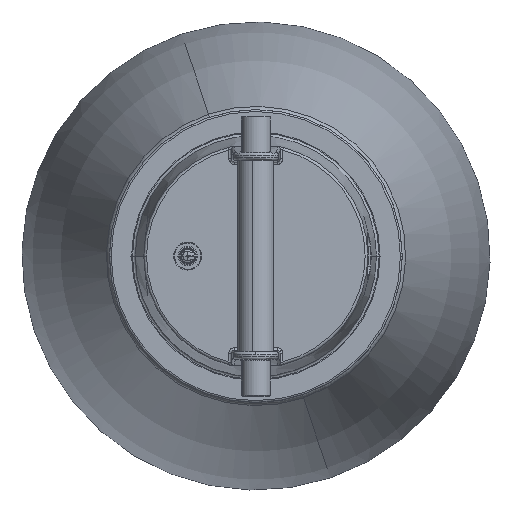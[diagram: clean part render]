
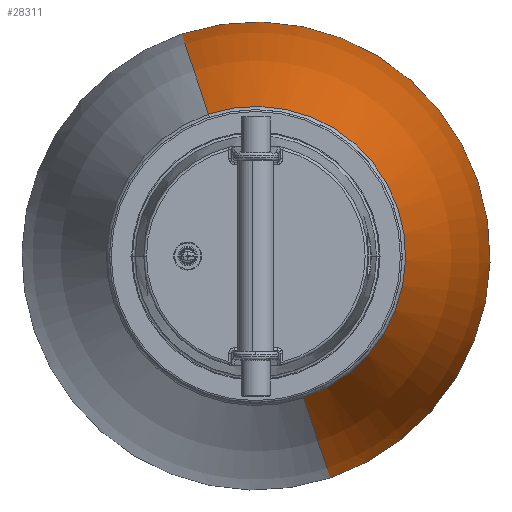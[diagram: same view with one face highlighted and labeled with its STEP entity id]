
A CAD part, front view. The second image highlights one B-rep face of the part: STEP entity #28311.
In plain terms, the highlighted toroidal (fillet/blend) face has major radius 591.862 mm and minor radius 721 mm.
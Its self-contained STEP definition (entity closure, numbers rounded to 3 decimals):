
#491 = CARTESIAN_POINT ( 'NONE',  ( -0.108, -62.977, 0. ) ) ;
#1385 = ORIENTED_EDGE ( 'NONE', *, *, #31709, .T. ) ;
#1814 = CARTESIAN_POINT ( 'NONE',  ( -0.108, -71.577, -591.862 ) ) ;
#2081 = CARTESIAN_POINT ( 'NONE',  ( -0.108, -71.577, 591.862 ) ) ;
#2121 = AXIS2_PLACEMENT_3D ( 'NONE', #491, #33234, #33429 ) ;
#2488 = VERTEX_POINT ( 'NONE', #14920 ) ;
#3045 = VERTEX_POINT ( 'NONE', #8246 ) ;
#5611 = DIRECTION ( 'NONE',  ( 0., 0., 1. ) ) ;
#6092 = CIRCLE ( 'NONE', #19736, 721. ) ;
#6156 = DIRECTION ( 'NONE',  ( 0., 1., 0. ) ) ;
#6282 = ORIENTED_EDGE ( 'NONE', *, *, #22572, .F. ) ;
#6526 = CARTESIAN_POINT ( 'NONE',  ( -0.108, -62.977, 129.087 ) ) ;
#8246 = CARTESIAN_POINT ( 'NONE',  ( -0.108, 183.514, 82.504 ) ) ;
#8715 = DIRECTION ( 'NONE',  ( 0., 1., 0. ) ) ;
#13687 = DIRECTION ( 'NONE',  ( -1., 0., 0. ) ) ;
#13953 = DIRECTION ( 'NONE',  ( 0., 0., -1. ) ) ;
#14847 = CIRCLE ( 'NONE', #27269, 82.504 ) ;
#14872 = EDGE_CURVE ( 'NONE', #34786, #15875, #23849, .T. ) ;
#14920 = CARTESIAN_POINT ( 'NONE',  ( -0.108, 183.514, -82.504 ) ) ;
#15875 = VERTEX_POINT ( 'NONE', #6526 ) ;
#16105 = CARTESIAN_POINT ( 'NONE',  ( -0.108, -62.977, -129.087 ) ) ;
#16799 = DIRECTION ( 'NONE',  ( 0., 0., 1. ) ) ;
#17463 = FACE_OUTER_BOUND ( 'NONE', #35274, .T. ) ;
#18054 = AXIS2_PLACEMENT_3D ( 'NONE', #23303, #6156, #5611 ) ;
#19736 = AXIS2_PLACEMENT_3D ( 'NONE', #1814, #13687, #16799 ) ;
#19994 = EDGE_CURVE ( 'NONE', #2488, #3045, #14847, .T. ) ;
#20745 = DIRECTION ( 'NONE',  ( 0., 0., 1. ) ) ;
#22572 = EDGE_CURVE ( 'NONE', #15875, #3045, #6092, .T. ) ;
#23303 = CARTESIAN_POINT ( 'NONE',  ( -0.108, -71.577, 0. ) ) ;
#23849 = CIRCLE ( 'NONE', #2121, 129.087 ) ;
#26423 = CARTESIAN_POINT ( 'NONE',  ( -0.108, 183.514, 0. ) ) ;
#27269 = AXIS2_PLACEMENT_3D ( 'NONE', #26423, #8715, #20745 ) ;
#28221 = AXIS2_PLACEMENT_3D ( 'NONE', #2081, #37760, #13953 ) ;
#28311 = ADVANCED_FACE ( 'NONE', ( #17463 ), #30522, .F. ) ;
#28508 = ORIENTED_EDGE ( 'NONE', *, *, #14872, .F. ) ;
#30089 = ORIENTED_EDGE ( 'NONE', *, *, #19994, .T. ) ;
#30522 = TOROIDAL_SURFACE ( 'NONE', #18054, -591.862, 721. ) ;
#31709 = EDGE_CURVE ( 'NONE', #34786, #2488, #32593, .T. ) ;
#32593 = CIRCLE ( 'NONE', #28221, 721. ) ;
#33234 = DIRECTION ( 'NONE',  ( 0., 1., 0. ) ) ;
#33429 = DIRECTION ( 'NONE',  ( 0., 0., 1. ) ) ;
#34786 = VERTEX_POINT ( 'NONE', #16105 ) ;
#35274 = EDGE_LOOP ( 'NONE', ( #28508, #1385, #30089, #6282 ) ) ;
#37760 = DIRECTION ( 'NONE',  ( 1., 0., 0. ) ) ;
